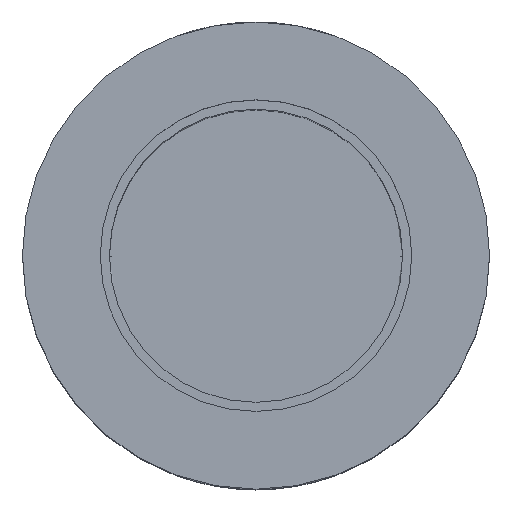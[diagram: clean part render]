
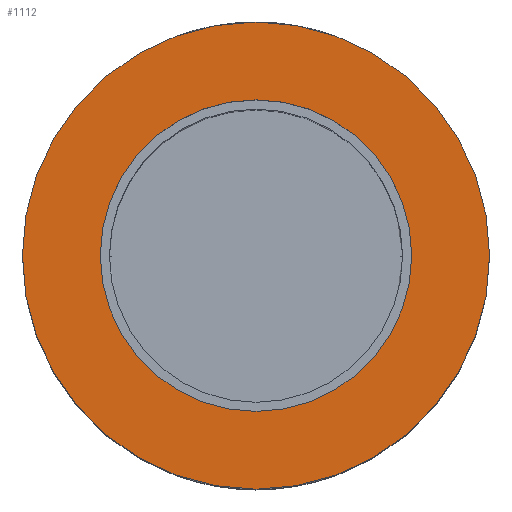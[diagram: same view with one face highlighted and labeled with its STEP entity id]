
A CAD part, top view. The second image highlights one B-rep face of the part: STEP entity #1112.
In plain terms, the highlighted planar face has unit normal (0, 0, 1).
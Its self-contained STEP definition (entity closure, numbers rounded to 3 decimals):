
#41 = CARTESIAN_POINT ( 'NONE',  ( 8.5, 0., 0. ) ) ;
#53 = EDGE_CURVE ( 'NONE', #193, #1634, #874, .T. ) ;
#64 = ORIENTED_EDGE ( 'NONE', *, *, #308, .F. ) ;
#86 = CARTESIAN_POINT ( 'NONE',  ( 0., 0., 0. ) ) ;
#111 = DIRECTION ( 'NONE',  ( 0., 0., 1. ) ) ;
#136 = CIRCLE ( 'NONE', #718, 12.75 ) ;
#156 = CARTESIAN_POINT ( 'NONE',  ( -8.5, 0., 0. ) ) ;
#158 = EDGE_CURVE ( 'NONE', #1634, #193, #136, .T. ) ;
#193 = VERTEX_POINT ( 'NONE', #1239 ) ;
#206 = CARTESIAN_POINT ( 'NONE',  ( 12.75, 0., 0. ) ) ;
#244 = PLANE ( 'NONE',  #1079 ) ;
#270 = VERTEX_POINT ( 'NONE', #41 ) ;
#276 = ORIENTED_EDGE ( 'NONE', *, *, #53, .T. ) ;
#308 = EDGE_CURVE ( 'NONE', #1542, #270, #660, .T. ) ;
#363 = EDGE_CURVE ( 'NONE', #270, #1542, #974, .T. ) ;
#386 = CARTESIAN_POINT ( 'NONE',  ( 0., 0., 0. ) ) ;
#409 = CARTESIAN_POINT ( 'NONE',  ( 0., 0., 0. ) ) ;
#418 = EDGE_LOOP ( 'NONE', ( #1161, #276 ) ) ;
#425 = DIRECTION ( 'NONE',  ( 1., 0., 0. ) ) ;
#468 = AXIS2_PLACEMENT_3D ( 'NONE', #1015, #1686, #1280 ) ;
#475 = EDGE_LOOP ( 'NONE', ( #968, #64 ) ) ;
#494 = AXIS2_PLACEMENT_3D ( 'NONE', #1673, #885, #1423 ) ;
#527 = DIRECTION ( 'NONE',  ( 0., 0., 1. ) ) ;
#604 = FACE_OUTER_BOUND ( 'NONE', #418, .T. ) ;
#642 = DIRECTION ( 'NONE',  ( 1., 0., 0. ) ) ;
#660 = CIRCLE ( 'NONE', #494, 8.5 ) ;
#718 = AXIS2_PLACEMENT_3D ( 'NONE', #409, #1231, #425 ) ;
#874 = CIRCLE ( 'NONE', #1563, 12.75 ) ;
#885 = DIRECTION ( 'NONE',  ( 0., 0., 1. ) ) ;
#968 = ORIENTED_EDGE ( 'NONE', *, *, #363, .F. ) ;
#974 = CIRCLE ( 'NONE', #468, 8.5 ) ;
#976 = DIRECTION ( 'NONE',  ( 1., 0., 0. ) ) ;
#1015 = CARTESIAN_POINT ( 'NONE',  ( 0., 0., 0. ) ) ;
#1079 = AXIS2_PLACEMENT_3D ( 'NONE', #86, #111, #642 ) ;
#1112 = ADVANCED_FACE ( 'NONE', ( #1352, #604 ), #244, .T. ) ;
#1161 = ORIENTED_EDGE ( 'NONE', *, *, #158, .T. ) ;
#1231 = DIRECTION ( 'NONE',  ( 0., 0., 1. ) ) ;
#1239 = CARTESIAN_POINT ( 'NONE',  ( -12.75, 0., 0. ) ) ;
#1280 = DIRECTION ( 'NONE',  ( 1., 0., 0. ) ) ;
#1352 = FACE_BOUND ( 'NONE', #475, .T. ) ;
#1423 = DIRECTION ( 'NONE',  ( 1., 0., 0. ) ) ;
#1542 = VERTEX_POINT ( 'NONE', #156 ) ;
#1563 = AXIS2_PLACEMENT_3D ( 'NONE', #386, #527, #976 ) ;
#1634 = VERTEX_POINT ( 'NONE', #206 ) ;
#1673 = CARTESIAN_POINT ( 'NONE',  ( 0., 0., 0. ) ) ;
#1686 = DIRECTION ( 'NONE',  ( 0., 0., 1. ) ) ;
